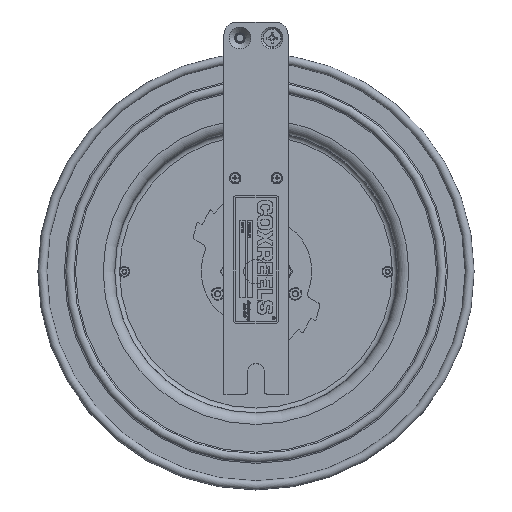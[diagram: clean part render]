
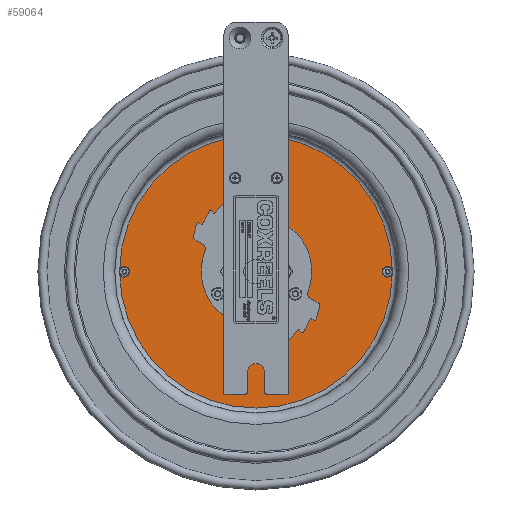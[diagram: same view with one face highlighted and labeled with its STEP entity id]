
A CAD part, top view. The second image highlights one B-rep face of the part: STEP entity #59064.
In plain terms, the highlighted planar face has unit normal (0, 0, 1).
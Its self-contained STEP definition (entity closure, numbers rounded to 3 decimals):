
#1080=FACE_BOUND('',#9432,.T.);
#1081=FACE_BOUND('',#9433,.T.);
#1082=FACE_BOUND('',#9434,.T.);
#1083=FACE_BOUND('',#9435,.T.);
#1084=FACE_BOUND('',#9436,.T.);
#1085=FACE_BOUND('',#9437,.T.);
#2270=PLANE('',#62362);
#6831=FACE_OUTER_BOUND('',#9431,.T.);
#9431=EDGE_LOOP('',(#53124,#53125));
#9432=EDGE_LOOP('',(#53126));
#9433=EDGE_LOOP('',(#53127,#53128,#53129,#53130));
#9434=EDGE_LOOP('',(#53131,#53132,#53133,#53134));
#9435=EDGE_LOOP('',(#53135,#53136,#53137,#53138));
#9436=EDGE_LOOP('',(#53139));
#9437=EDGE_LOOP('',(#53140));
#15189=LINE('',#108325,#20969);
#15190=LINE('',#108327,#20970);
#15191=LINE('',#108329,#20971);
#15192=LINE('',#108330,#20972);
#15193=LINE('',#108333,#20973);
#15194=LINE('',#108335,#20974);
#15195=LINE('',#108337,#20975);
#15196=LINE('',#108338,#20976);
#15197=LINE('',#108341,#20977);
#15198=LINE('',#108343,#20978);
#15199=LINE('',#108345,#20979);
#15200=LINE('',#108346,#20980);
#20969=VECTOR('',#74052,0.394);
#20970=VECTOR('',#74053,0.394);
#20971=VECTOR('',#74054,0.394);
#20972=VECTOR('',#74055,0.394);
#20973=VECTOR('',#74056,0.394);
#20974=VECTOR('',#74057,0.394);
#20975=VECTOR('',#74058,0.394);
#20976=VECTOR('',#74059,0.394);
#20977=VECTOR('',#74060,0.394);
#20978=VECTOR('',#74061,0.394);
#20979=VECTOR('',#74062,0.394);
#20980=VECTOR('',#74063,0.394);
#22463=CIRCLE('',#62363,5.313);
#22464=CIRCLE('',#62364,5.313);
#22465=CIRCLE('',#62365,0.94);
#22466=CIRCLE('',#62366,0.1);
#22467=CIRCLE('',#62367,0.1);
#29540=VERTEX_POINT('',#108317);
#29541=VERTEX_POINT('',#108318);
#29542=VERTEX_POINT('',#108321);
#29543=VERTEX_POINT('',#108323);
#29544=VERTEX_POINT('',#108324);
#29545=VERTEX_POINT('',#108326);
#29546=VERTEX_POINT('',#108328);
#29547=VERTEX_POINT('',#108331);
#29548=VERTEX_POINT('',#108332);
#29549=VERTEX_POINT('',#108334);
#29550=VERTEX_POINT('',#108336);
#29551=VERTEX_POINT('',#108339);
#29552=VERTEX_POINT('',#108340);
#29553=VERTEX_POINT('',#108342);
#29554=VERTEX_POINT('',#108344);
#29555=VERTEX_POINT('',#108347);
#29556=VERTEX_POINT('',#108349);
#39142=EDGE_CURVE('',#29540,#29541,#22463,.T.);
#39143=EDGE_CURVE('',#29541,#29540,#22464,.T.);
#39144=EDGE_CURVE('',#29542,#29542,#22465,.T.);
#39145=EDGE_CURVE('',#29543,#29544,#15189,.T.);
#39146=EDGE_CURVE('',#29544,#29545,#15190,.T.);
#39147=EDGE_CURVE('',#29545,#29546,#15191,.T.);
#39148=EDGE_CURVE('',#29546,#29543,#15192,.T.);
#39149=EDGE_CURVE('',#29547,#29548,#15193,.T.);
#39150=EDGE_CURVE('',#29548,#29549,#15194,.T.);
#39151=EDGE_CURVE('',#29549,#29550,#15195,.T.);
#39152=EDGE_CURVE('',#29550,#29547,#15196,.T.);
#39153=EDGE_CURVE('',#29551,#29552,#15197,.T.);
#39154=EDGE_CURVE('',#29552,#29553,#15198,.T.);
#39155=EDGE_CURVE('',#29553,#29554,#15199,.T.);
#39156=EDGE_CURVE('',#29554,#29551,#15200,.T.);
#39157=EDGE_CURVE('',#29555,#29555,#22466,.T.);
#39158=EDGE_CURVE('',#29556,#29556,#22467,.T.);
#53124=ORIENTED_EDGE('',*,*,#39142,.F.);
#53125=ORIENTED_EDGE('',*,*,#39143,.F.);
#53126=ORIENTED_EDGE('',*,*,#39144,.T.);
#53127=ORIENTED_EDGE('',*,*,#39145,.T.);
#53128=ORIENTED_EDGE('',*,*,#39146,.T.);
#53129=ORIENTED_EDGE('',*,*,#39147,.T.);
#53130=ORIENTED_EDGE('',*,*,#39148,.T.);
#53131=ORIENTED_EDGE('',*,*,#39149,.T.);
#53132=ORIENTED_EDGE('',*,*,#39150,.T.);
#53133=ORIENTED_EDGE('',*,*,#39151,.T.);
#53134=ORIENTED_EDGE('',*,*,#39152,.T.);
#53135=ORIENTED_EDGE('',*,*,#39153,.T.);
#53136=ORIENTED_EDGE('',*,*,#39154,.T.);
#53137=ORIENTED_EDGE('',*,*,#39155,.T.);
#53138=ORIENTED_EDGE('',*,*,#39156,.T.);
#53139=ORIENTED_EDGE('',*,*,#39157,.T.);
#53140=ORIENTED_EDGE('',*,*,#39158,.T.);
#59064=ADVANCED_FACE('',(#6831,#1080,#1081,#1082,#1083,#1084,#1085),#2270,
 .T.);
#62362=AXIS2_PLACEMENT_3D('',#108316,#74044,#74045);
#62363=AXIS2_PLACEMENT_3D('',#108319,#74046,#74047);
#62364=AXIS2_PLACEMENT_3D('',#108320,#74048,#74049);
#62365=AXIS2_PLACEMENT_3D('',#108322,#74050,#74051);
#62366=AXIS2_PLACEMENT_3D('',#108348,#74064,#74065);
#62367=AXIS2_PLACEMENT_3D('',#108350,#74066,#74067);
#74044=DIRECTION('center_axis',(0.,0.,
1.));
#74045=DIRECTION('ref_axis',(0.,1.,0.));
#74046=DIRECTION('center_axis',(0.,0.,
-1.));
#74047=DIRECTION('ref_axis',(-1.,0.,0.));
#74048=DIRECTION('center_axis',(0.,0.,
-1.));
#74049=DIRECTION('ref_axis',(-1.,0.,0.));
#74050=DIRECTION('center_axis',(0.,0.,
-1.));
#74051=DIRECTION('ref_axis',(1.,0.,0.));
#74052=DIRECTION('',(0.,1.,0.));
#74053=DIRECTION('',(1.,0.,0.));
#74054=DIRECTION('',(0.,-1.,0.));
#74055=DIRECTION('',(-1.,0.,0.));
#74056=DIRECTION('',(-1.,0.,0.));
#74057=DIRECTION('',(0.,1.,0.));
#74058=DIRECTION('',(1.,0.,0.));
#74059=DIRECTION('',(0.,-1.,0.));
#74060=DIRECTION('',(0.,1.,0.));
#74061=DIRECTION('',(1.,0.,0.));
#74062=DIRECTION('',(0.,-1.,0.));
#74063=DIRECTION('',(-1.,0.,0.));
#74064=DIRECTION('center_axis',(0.,0.,
-1.));
#74065=DIRECTION('ref_axis',(1.,0.,0.));
#74066=DIRECTION('center_axis',(0.,0.,
-1.));
#74067=DIRECTION('ref_axis',(1.,0.,0.));
#108316=CARTESIAN_POINT('Origin',(-2.657,-2.475,-1.56));
#108317=CARTESIAN_POINT('',(-5.313,-2.475,-1.56));
#108318=CARTESIAN_POINT('',(0.,2.838,-1.56));
#108319=CARTESIAN_POINT('Origin',(0.,-2.475,-1.56));
#108320=CARTESIAN_POINT('Origin',(0.,-2.475,-1.56));
#108321=CARTESIAN_POINT('',(-0.94,-2.475,-1.56));
#108322=CARTESIAN_POINT('Origin',(0.,-2.475,-1.56));
#108323=CARTESIAN_POINT('',(-1.65,-3.484,-1.56));
#108324=CARTESIAN_POINT('',(-1.65,-3.216,-1.56));
#108325=CARTESIAN_POINT('',(-1.65,-2.98,-1.56));
#108326=CARTESIAN_POINT('',(-1.382,-3.216,-1.56));
#108327=CARTESIAN_POINT('',(-2.153,-3.216,-1.56));
#108328=CARTESIAN_POINT('',(-1.382,-3.484,-1.56));
#108329=CARTESIAN_POINT('',(-1.382,-2.846,-1.56));
#108330=CARTESIAN_POINT('',(-2.019,-3.484,-1.56));
#108331=CARTESIAN_POINT('',(0.134,-0.859,-1.56));
#108332=CARTESIAN_POINT('',(-0.134,-0.859,-1.56));
#108333=CARTESIAN_POINT('',(-1.261,-0.859,-1.56));
#108334=CARTESIAN_POINT('',(-0.134,-0.591,-1.56));
#108335=CARTESIAN_POINT('',(-0.134,-1.667,-1.56));
#108336=CARTESIAN_POINT('',(0.134,-0.591,-1.56));
#108337=CARTESIAN_POINT('',(-1.395,-0.591,-1.56));
#108338=CARTESIAN_POINT('',(0.134,-1.533,-1.56));
#108339=CARTESIAN_POINT('',(1.382,-3.484,-1.56));
#108340=CARTESIAN_POINT('',(1.382,-3.216,-1.56));
#108341=CARTESIAN_POINT('',(1.382,-2.98,-1.56));
#108342=CARTESIAN_POINT('',(1.65,-3.216,-1.56));
#108343=CARTESIAN_POINT('',(-0.638,-3.216,-1.56));
#108344=CARTESIAN_POINT('',(1.65,-3.484,-1.56));
#108345=CARTESIAN_POINT('',(1.65,-2.846,-1.56));
#108346=CARTESIAN_POINT('',(-0.504,-3.484,-1.56));
#108347=CARTESIAN_POINT('',(-5.225,-2.475,-1.56));
#108348=CARTESIAN_POINT('Origin',(-5.125,-2.475,-1.56));
#108349=CARTESIAN_POINT('',(5.025,-2.475,-1.56));
#108350=CARTESIAN_POINT('Origin',(5.125,-2.475,-1.56));
